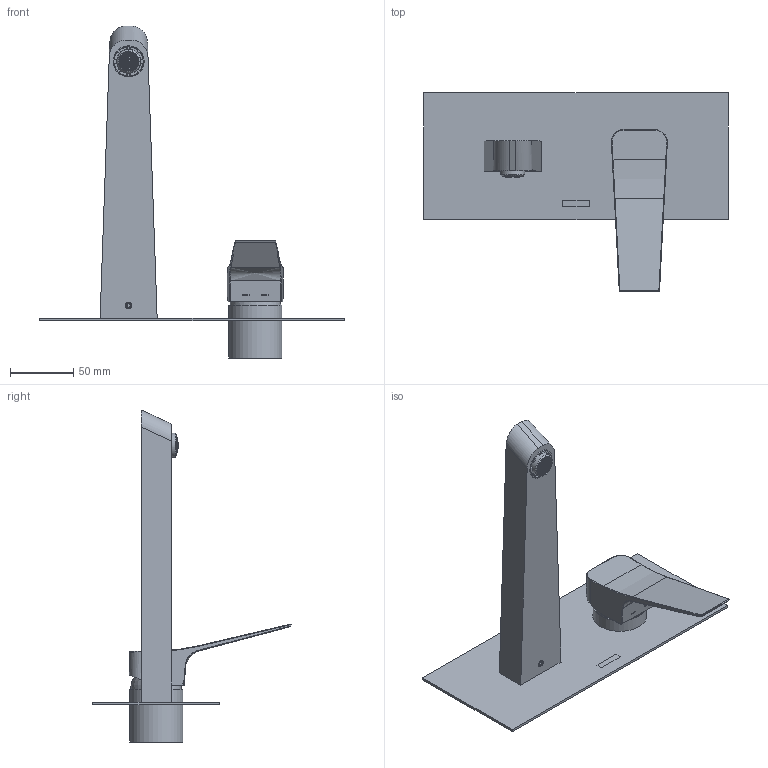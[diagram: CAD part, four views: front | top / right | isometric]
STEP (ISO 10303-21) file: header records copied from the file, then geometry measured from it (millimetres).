
FILE_DESCRIPTION (( 'STEP AP203' ), '1' );
FILE_NAME ('42AP09574.STEP', '2024-02-21T07:34:15', ( '' ), ( '' ), 'SwSTEP 2.0', 'SolidWorks 2021', '' );
FILE_SCHEMA (( 'CONFIG_CONTROL_DESIGN' ));
Length unit declared in the file: millimetre
Products named in the file (1): 42AP09574
Bounding box: 240 x 156.63 x 261.92 mm (x, y, z)
Volume: 170096.4 mm3; surface area: 137313.1 mm2
Topology: 8 solids, 8 shells, 1192 faces, 3017 edges, 1989 vertices
Faces by surface type: plane 1037, cylinder 99, bspline 31, cone 13, torus 6, sphere 6
Full cylindrical faces by diameter (mm): 4.2 x7, 4.9 x1, 5 x1, 5.5 x1, 6 x1, 6.2 x1, 6.4 x1, 16 x2, 16.4 x1, 16.5 x1, 19 x1, 19.5 x1, 22.1 x1, 22.5 x2, 23 x4, 23.8 x1, 24.5 x1, 31 x1, 35.8 x2, 36.5 x1, 37 x1, 39 x2, 42 x1, 42.5 x1
Entity records: 41226 total; most frequent: CARTESIAN_POINT 12627, ORIENTED_EDGE 5844, DIRECTION 5839, EDGE_CURVE 2922, LINE 2021, VECTOR 2021, VERTEX_POINT 1955, AXIS2_PLACEMENT_3D 1909
